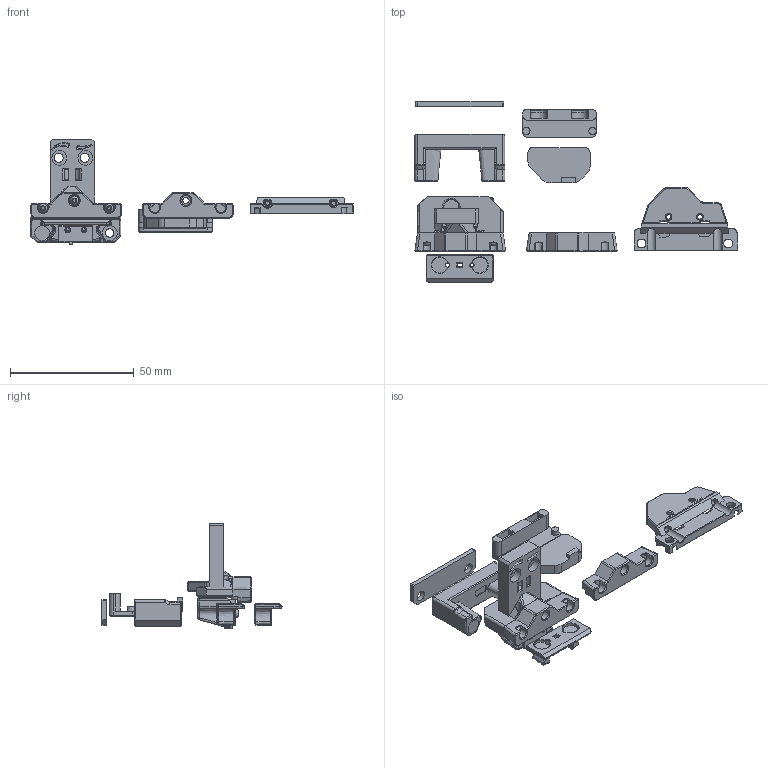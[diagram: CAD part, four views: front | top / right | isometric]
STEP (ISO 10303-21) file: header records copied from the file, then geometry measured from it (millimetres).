
FILE_DESCRIPTION(/* description */ (''),/* implementation_level */ '2;1');
FILE_NAME(/* name */ 'KlickyNGProbe v10.step',/* time_stamp */ '2022-06-09T19:12:31+01:00',/* author */ (''),/* organization */ (''),/* preprocessor_version */ 'ST-DEVELOPER v19',/* originating_system */ 'Autodesk Translation Framework v11.7.0.108',/* authorisation */ '');
FILE_SCHEMA (('AUTOMOTIVE_DESIGN { 1 0 10303 214 3 1 1 }'));
Products named in the file (19): KlickyNGProbe; KlickyNG_Probe; extras; M2x10 Self-tapping Screw (1); Magnets (1); D2F (1); D2F_ACTUATOR (1); D2F_BASE (1); NG_ABSB_mount; extras (1); Magnets; M2x10 Self-tapping Screw; KlickyNG_Probe_Dock; Magnets (2); KlickyNG_Helpers; KlickyNG_Probe_Helper_mount; KlickyNG_Probe_Helper_probe; 2mm extender; Tiny-M
Assembly tree (18 placements, depth 5):
  KlickyNGProbe
    KlickyNG_Probe
      extras
        M2x10 Self-tapping Screw (1)
        Magnets (1)
        D2F (1)
          D2F_ACTUATOR (1)
          D2F_BASE (1)
    NG_ABSB_mount
      extras (1)
        Magnets
        M2x10 Self-tapping Screw
    KlickyNG_Probe_Dock
      Magnets (2)
    KlickyNG_Helpers
      KlickyNG_Probe_Helper_mount
      KlickyNG_Probe_Helper_probe
    2mm extender
    Tiny-M
Bounding box: 129.91 x 72.6 x 42.51 mm (x, y, z)
Volume: 20881.7 mm3; surface area: 20756.3 mm2
Topology: 27 solids, 27 shells, 1197 faces, 3100 edges, 1967 vertices
Faces by surface type: plane 602, bspline 271, cylinder 220, cone 93, sphere 9, torus 2
Full cylindrical faces by diameter (mm): 1.6 x6, 1.8 x5, 1.9 x9, 2 x7, 2.5 x8, 3 x2, 3.4 x2, 3.5 x5, 3.6 x5, 4 x2, 4.2 x2, 6 x12, 6.3 x1, 6.4 x1
Entity records: 47042 total; most frequent: CARTESIAN_POINT 19306, ORIENTED_EDGE 6172, DIRECTION 4802, EDGE_CURVE 3086, VERTEX_POINT 1965, LINE 1612, VECTOR 1612, AXIS2_PLACEMENT_3D 1595
